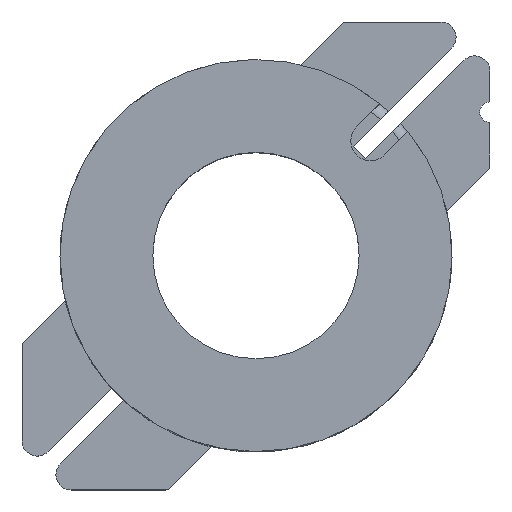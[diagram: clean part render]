
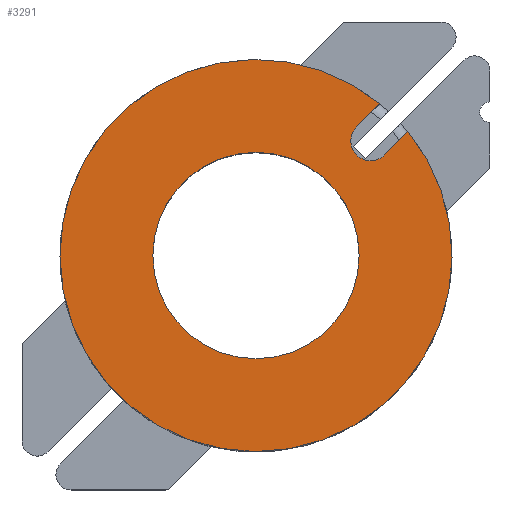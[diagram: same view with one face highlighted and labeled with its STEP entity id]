
A CAD part, top view. The second image highlights one B-rep face of the part: STEP entity #3291.
In plain terms, the highlighted planar face has unit normal (0, 0, 1).
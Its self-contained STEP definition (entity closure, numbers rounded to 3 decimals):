
#60=CIRCLE('',#3374,12.35);
#90=CIRCLE('',#3469,1.25);
#91=CIRCLE('',#3470,6.5);
#496=ORIENTED_EDGE('',*,*,#1017,.T.);
#497=ORIENTED_EDGE('',*,*,#1018,.T.);
#498=ORIENTED_EDGE('',*,*,#1019,.T.);
#499=ORIENTED_EDGE('',*,*,#838,.F.);
#500=ORIENTED_EDGE('',*,*,#1020,.T.);
#838=EDGE_CURVE('',#1173,#1171,#60,.T.);
#1017=EDGE_CURVE('',#1173,#1292,#1534,.T.);
#1018=EDGE_CURVE('',#1292,#1293,#90,.F.);
#1019=EDGE_CURVE('',#1293,#1171,#1535,.T.);
#1020=EDGE_CURVE('',#1294,#1294,#91,.T.);
#1171=VERTEX_POINT('',#4322);
#1173=VERTEX_POINT('',#4326);
#1292=VERTEX_POINT('',#4699);
#1293=VERTEX_POINT('',#4701);
#1294=VERTEX_POINT('',#4704);
#1534=LINE('',#4698,#1808);
#1535=LINE('',#4702,#1809);
#1808=VECTOR('',#3963,1000.);
#1809=VECTOR('',#3966,1000.);
#1968=EDGE_LOOP('',(#496,#497,#498,#499));
#1969=EDGE_LOOP('',(#500));
#2120=FACE_BOUND('',#1968,.T.);
#2121=FACE_BOUND('',#1969,.T.);
#2248=PLANE('',#3468);
#3291=ADVANCED_FACE('',(#2120,#2121),#2248,.T.);
#3374=AXIS2_PLACEMENT_3D('',#4327,#3627,#3628);
#3468=AXIS2_PLACEMENT_3D('',#4697,#3961,#3962);
#3469=AXIS2_PLACEMENT_3D('',#4700,#3964,#3965);
#3470=AXIS2_PLACEMENT_3D('',#4703,#3967,#3968);
#3627=DIRECTION('',(0.,0.,-1.));
#3628=DIRECTION('',(-1.,0.,0.));
#3961=DIRECTION('',(0.,0.,1.));
#3962=DIRECTION('',(1.,0.,0.));
#3963=DIRECTION('',(-0.707,-0.707,0.));
#3964=DIRECTION('',(0.,0.,1.));
#3965=DIRECTION('',(1.,0.,0.));
#3966=DIRECTION('',(0.707,0.707,0.));
#3967=DIRECTION('',(0.,0.,-1.));
#3968=DIRECTION('',(-1.,0.,0.));
#4322=CARTESIAN_POINT('',(7.804,9.572,18.));
#4326=CARTESIAN_POINT('',(9.572,7.804,18.));
#4327=CARTESIAN_POINT('',(0.,0.,18.));
#4697=CARTESIAN_POINT('',(6.5,0.,18.));
#4698=CARTESIAN_POINT('',(7.387,5.619,18.));
#4699=CARTESIAN_POINT('',(8.104,6.336,18.));
#4700=CARTESIAN_POINT('',(7.22,7.22,18.));
#4701=CARTESIAN_POINT('',(6.336,8.104,18.));
#4702=CARTESIAN_POINT('',(5.619,7.387,18.));
#4703=CARTESIAN_POINT('',(0.,0.,18.));
#4704=CARTESIAN_POINT('',(-6.5,0.,18.));
